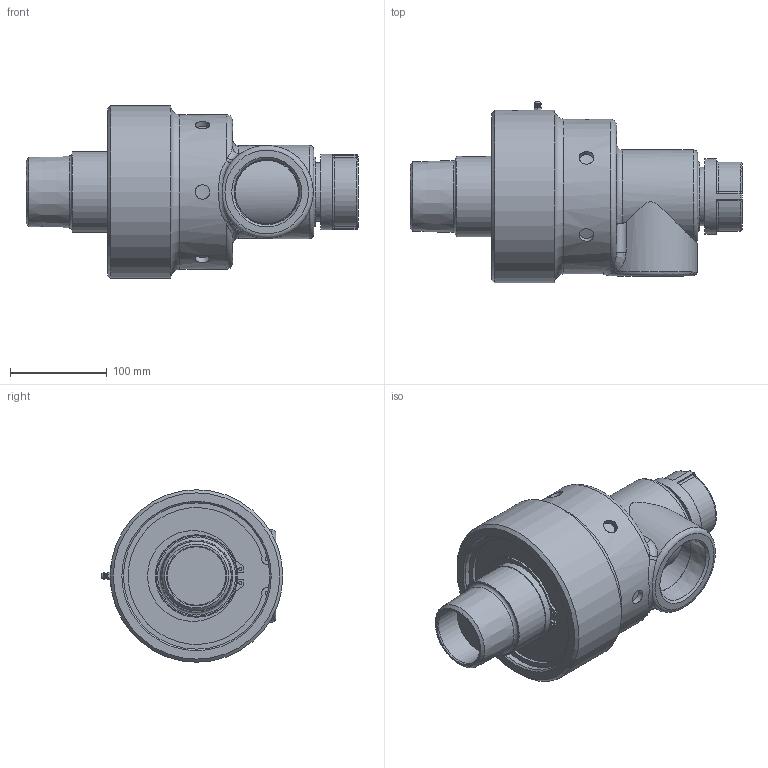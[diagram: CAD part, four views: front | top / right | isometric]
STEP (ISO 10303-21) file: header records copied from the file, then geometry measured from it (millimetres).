
FILE_DESCRIPTION(/* description */ (''),/* implementation_level */ '2;1');
FILE_NAME(/* name */ '755-700-415-IC.stp',/* time_stamp */ '2020-05-20T11:17:22-05:00',/* author */ ('dyurkovich'),/* organization */ (''),/* preprocessor_version */ 'ST-DEVELOPER v18',/* originating_system */ 'Autodesk Inventor 2020',/* authorisation */ '');
FILE_SCHEMA (('AUTOMOTIVE_DESIGN { 1 0 10303 214 3 1 1 }'));
Products named in the file (1): 755-700-415-IC
Bounding box: 342.82 x 187.56 x 178.18 mm (x, y, z)
Volume: 4034155.8 mm3; surface area: 207532.6 mm2
Topology: 1 solids, 1 shells, 440 faces, 1155 edges, 770 vertices
Faces by surface type: bspline 162, plane 157, cylinder 89, torus 15, cone 13, sphere 4
Full cylindrical faces by diameter (mm): 3.175 x2, 3.962 x2, 6.325 x1, 15 x6, 60.3 x1, 65.481 x1, 77.85 x1, 80.6 x1, 83.3 x1, 84.96 x1, 151 x1, 159.9 x1, 178.18 x1
Entity records: 43805 total; most frequent: CARTESIAN_POINT 33368, ORIENTED_EDGE 2310, DIRECTION 1799, EDGE_CURVE 1155, VERTEX_POINT 770, AXIS2_PLACEMENT_3D 682, EDGE_LOOP 495, FACE_OUTER_BOUND 440
